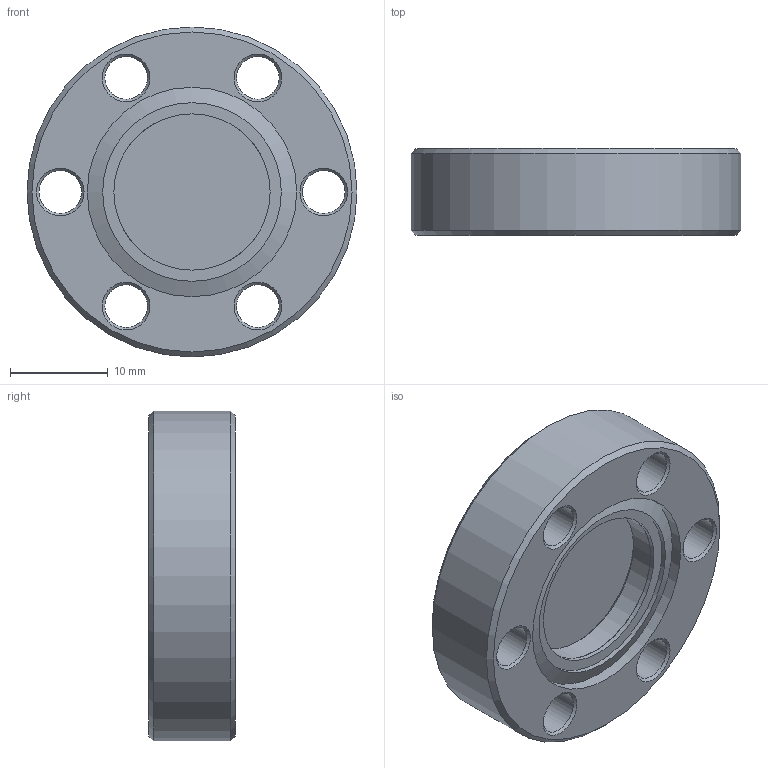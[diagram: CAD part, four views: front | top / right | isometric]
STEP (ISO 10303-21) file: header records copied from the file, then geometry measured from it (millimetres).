
FILE_DESCRIPTION(/* description */ (''),/* implementation_level */ '2;1');
FILE_NAME(/* name */ 'FSVP-DUV-16CF-TI.stp',/* time_stamp */ '2017-06-07T15:08:56+01:00',/* author */ ('paul'),/* organization */ (''),/* preprocessor_version */ 'ST-DEVELOPER v16.13',/* originating_system */ 'Autodesk Inventor 2018',/* authorisation */ '');
FILE_SCHEMA (('AUTOMOTIVE_DESIGN { 1 0 10303 214 3 1 1 }'));
Length unit declared in the file: inch
Products named in the file (1): FSVP-UV-16CF-TI
Bounding box: 33.78 x 8.86 x 33.78 mm (x, y, z)
Volume: 5132.4 mm3; surface area: 4621.5 mm2
Topology: 1 solids, 1 shells, 43 faces, 94 edges, 60 vertices
Faces by surface type: cone 17, cylinder 16, plane 9, torus 1
Full cylindrical faces by diameter (mm): 4.369 x6, 16.002 x1, 16.027 x1, 16.637 x1, 18.034 x1, 18.288 x1, 19.964 x1, 20.574 x1, 21.336 x1, 21.438 x1, 33.782 x1
Entity records: 979 total; most frequent: DIRECTION 184, CARTESIAN_POINT 140, EDGE_LOOP 96, ORIENTED_EDGE 96, AXIS2_PLACEMENT_3D 92, FACE_BOUND 53, CIRCLE 48, VERTEX_POINT 48
